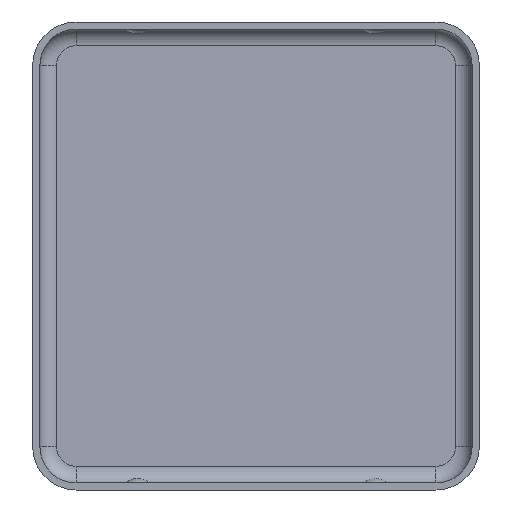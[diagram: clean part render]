
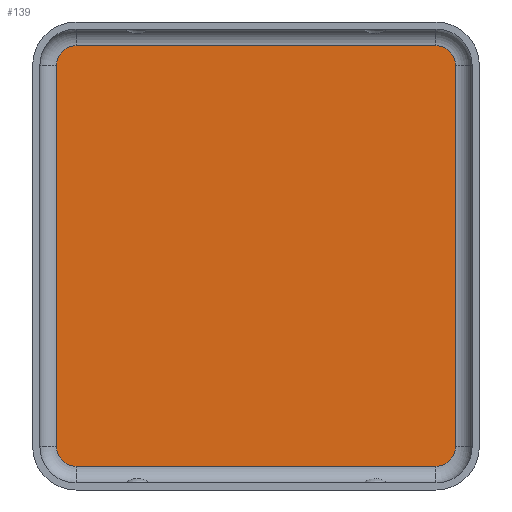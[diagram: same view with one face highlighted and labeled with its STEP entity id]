
A CAD part, front view. The second image highlights one B-rep face of the part: STEP entity #139.
In plain terms, the highlighted planar face has unit normal (0, -1, 0).
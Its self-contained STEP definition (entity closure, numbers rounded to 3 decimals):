
#139 = ADVANCED_FACE( 'NONE', ( #303 ), #304, .T. );
#303 = FACE_OUTER_BOUND( '', #694, .T. );
#304 = PLANE( '', #695 );
#694 = EDGE_LOOP( '', ( #1127, #1128, #1129, #1130, #1131, #1132, #1133, #1134 ) );
#695 = AXIS2_PLACEMENT_3D( '', #1135, #1136, #1137 );
#1127 = ORIENTED_EDGE( '', *, *, #1375, .F. );
#1128 = ORIENTED_EDGE( '', *, *, #1376, .F. );
#1129 = ORIENTED_EDGE( '', *, *, #1275, .F. );
#1130 = ORIENTED_EDGE( '', *, *, #1368, .F. );
#1131 = ORIENTED_EDGE( '', *, *, #1355, .F. );
#1132 = ORIENTED_EDGE( '', *, *, #1358, .F. );
#1133 = ORIENTED_EDGE( '', *, *, #1377, .F. );
#1134 = ORIENTED_EDGE( '', *, *, #1378, .F. );
#1135 = CARTESIAN_POINT( '', ( 7.6, 0., -8.025 ) );
#1136 = DIRECTION( '', ( 0., -1., 0. ) );
#1137 = DIRECTION( '', ( 0., 0., -1. ) );
#1275 = EDGE_CURVE( '', #1430, #1433, #1434, .F. );
#1355 = EDGE_CURVE( '', #1554, #1552, #1556, .F. );
#1358 = EDGE_CURVE( '', #1558, #1554, #1560, .F. );
#1368 = EDGE_CURVE( '', #1552, #1430, #1573, .T. );
#1375 = EDGE_CURVE( '', #1580, #1581, #1582, .F. );
#1376 = EDGE_CURVE( '', #1433, #1580, #1583, .T. );
#1377 = EDGE_CURVE( '', #1584, #1558, #1585, .F. );
#1378 = EDGE_CURVE( '', #1581, #1584, #1586, .F. );
#1430 = VERTEX_POINT( '', #1645 );
#1433 = VERTEX_POINT( '', #1648 );
#1434 = CIRCLE( '', #1649, 0.825 );
#1552 = VERTEX_POINT( '', #1794 );
#1554 = VERTEX_POINT( '', #1796 );
#1556 = CIRCLE( '', #1798, 0.825 );
#1558 = VERTEX_POINT( '', #1800 );
#1560 = LINE( '', #1802, #1803 );
#1573 = LINE( '', #1818, #1819 );
#1580 = VERTEX_POINT( '', #1826 );
#1581 = VERTEX_POINT( '', #1827 );
#1582 = CIRCLE( '', #1828, 0.825 );
#1583 = LINE( '', #1829, #1830 );
#1584 = VERTEX_POINT( '', #1831 );
#1585 = CIRCLE( '', #1832, 0.825 );
#1586 = LINE( '', #1833, #1834 );
#1645 = CARTESIAN_POINT( '', ( 7.575, 0., 8.85 ) );
#1648 = CARTESIAN_POINT( '', ( 8.4, 0., 8.025 ) );
#1649 = AXIS2_PLACEMENT_3D( '', #1892, #1893, #1894 );
#1794 = CARTESIAN_POINT( '', ( -7.575, 0., 8.85 ) );
#1796 = CARTESIAN_POINT( '', ( -8.4, 0., 8.025 ) );
#1798 = AXIS2_PLACEMENT_3D( '', #2018, #2019, #2020 );
#1800 = CARTESIAN_POINT( '', ( -8.4, 0., -8.025 ) );
#1802 = CARTESIAN_POINT( '', ( -8.4, 0., -8.025 ) );
#1803 = VECTOR( '', #2024, 1000. );
#1818 = CARTESIAN_POINT( '', ( 7.6, 0., 8.85 ) );
#1819 = VECTOR( '', #2036, 1000. );
#1826 = CARTESIAN_POINT( '', ( 8.4, 0., -8.025 ) );
#1827 = CARTESIAN_POINT( '', ( 7.575, 0., -8.85 ) );
#1828 = AXIS2_PLACEMENT_3D( '', #2043, #2044, #2045 );
#1829 = CARTESIAN_POINT( '', ( 8.4, 0., -8.025 ) );
#1830 = VECTOR( '', #2046, 1000. );
#1831 = CARTESIAN_POINT( '', ( -7.575, 0., -8.85 ) );
#1832 = AXIS2_PLACEMENT_3D( '', #2047, #2048, #2049 );
#1833 = CARTESIAN_POINT( '', ( 7.6, 0., -8.85 ) );
#1834 = VECTOR( '', #2050, 1000. );
#1892 = CARTESIAN_POINT( '', ( 7.575, 0., 8.025 ) );
#1893 = DIRECTION( '', ( 0., -1., 0. ) );
#1894 = DIRECTION( '', ( 0., 0., -1. ) );
#2018 = CARTESIAN_POINT( '', ( -7.575, 0., 8.025 ) );
#2019 = DIRECTION( '', ( 0., -1., 0. ) );
#2020 = DIRECTION( '', ( 0., 0., -1. ) );
#2024 = DIRECTION( '', ( 0., 0., -1. ) );
#2036 = DIRECTION( '', ( 1., 0., 0. ) );
#2043 = CARTESIAN_POINT( '', ( 7.575, 0., -8.025 ) );
#2044 = DIRECTION( '', ( 0., -1., 0. ) );
#2045 = DIRECTION( '', ( 0., 0., -1. ) );
#2046 = DIRECTION( '', ( 0., 0., -1. ) );
#2047 = CARTESIAN_POINT( '', ( -7.575, 0., -8.025 ) );
#2048 = DIRECTION( '', ( 0., -1., 0. ) );
#2049 = DIRECTION( '', ( 0., 0., -1. ) );
#2050 = DIRECTION( '', ( 1., 0., 0. ) );
